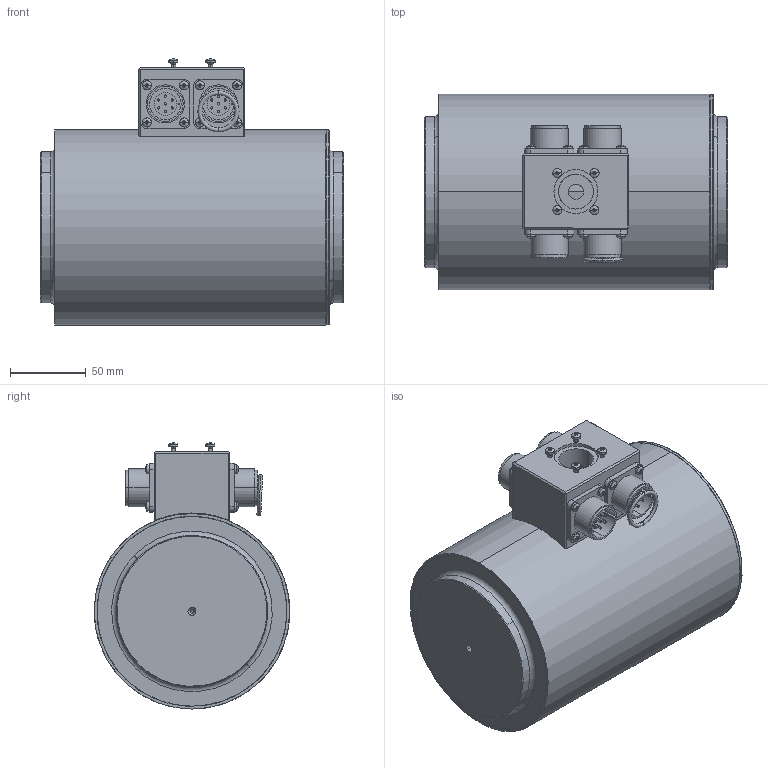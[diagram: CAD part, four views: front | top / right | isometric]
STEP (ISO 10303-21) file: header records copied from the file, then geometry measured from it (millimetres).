
FILE_DESCRIPTION(('STEP AP214'),'1');
FILE_NAME('CLFlex 3MN.stp','2018-11-29T10:54:10',(' '),(' '),'Spatial InterOp 3D',' ',' ');
FILE_SCHEMA(('automotive_design'));
Length unit declared in the file: millimetre
Products named in the file (30): CLFlex 3MN; O-RING 3087; Connettore multicomponente; Connettore multicomponente Geometry; Serie; MIL-C-5015 7P male; Serie2; Enclosure; Body; Vite CBLZ M3- 0.5-4 - 8,8, Product Grade A, type 1 - UNI 7687; Vite CBLZ M3- 0.5-4 - 8,8, Product Grade A, type 1 - UNI 7687 Copy; Vite CBLZ M3- 0.5-4 - 8,8, Product Grade A, type 1 - UNI 7687 Copy 2; Vite CBLZ M3- 0.5-4 - 8,8, Product Grade A, type 1 - UNI 7687 Copy 3; Vite CBLZ M3- 0.5-4 - 8,8, Product Grade A, type 1 - UNI 7687 Copy 5; Vite CBLZ M3- 0.5-4 - 8,8, Product Grade A, type 1 - UNI 7687 Copy 6; Vite CBLZ M3- 0.5-4 - 8,8, Product Grade A, type 1 - UNI 76872; Vite CBLZ M3- 0.5-4 - 8,8, Product Grade A, type 1 - UNI 7687 Copy14; Vite CBLZ M3- 0.5-4 - 8,8, Product Grade A, type 1 - UNI 7687 Copy 22; Vite CBLZ M3- 0.5-4 - 8,8, Product Grade A, type 1 - UNI 7687 Copy 32; Vite CBLZ M3- 0.5-4 - 8,8, Product Grade A, type 1 - UNI 7687 Copy 42; Vite CBLZ M3- 0.5-4 - 8,8, Product Grade A, type 1 - UNI 7687 Copy 52; Vite CBLZ M3- 0.5-4 - 8,8, Product Grade A, type 1 - UNI 7687 Copy 62; Vite CBLZ M3- 0.5-4 - 8,8, Product Grade A, type 1 - UNI 7687 Copy 7; Vite CBLZ M3- 0.5-4 - 8,8, Product Grade A, type 1 - UNI 7687 Copy 8; Vite CBLZ M3- 0.5-4 - 8,8, Product Grade A, type 1 - UNI 7687 Copy 9; Vite CBLZ M3- 0.5-4 - 8,8, Product Grade A, type 1 - UNI 7687 Copy 10; Vite CBLZ M3- 0.5-4 - 8,8, Product Grade A, type 1 - UNI 7687 Copy 11; Vite CBLZ M3- 0.5-4 - 8,8, Product Grade A, type 1 - UNI 7687 Copy 12; Vite CBLZ M3- 0.5-4 - 8,8, Product Grade A, type 1 - UNI 7687 Copy 132
Assembly tree (32 placements, depth 4):
  CLFlex 3MN
    O-RING 3087
    Connettore multicomponente
      Connettore multicomponente Geometry
      Serie
        MIL-C-5015 7P male  x2
      Serie2
        MIL-C-5015 7P male  x2
      #0
    Enclosure
    Body
    Vite CBLZ M3- 0.5-4 - 8,8, Product Grade A, type 1 - UNI 7687
    Vite CBLZ M3- 0.5-4 - 8,8, Product Grade A, type 1 - UNI 7687 Copy
    Vite CBLZ M3- 0.5-4 - 8,8, Product Grade A, type 1 - UNI 7687 Copy 2
    Vite CBLZ M3- 0.5-4 - 8,8, Product Grade A, type 1 - UNI 7687 Copy 3
    Vite CBLZ M3- 0.5-4 - 8,8, Product Grade A, type 1 - UNI 7687 Copy 5
    Vite CBLZ M3- 0.5-4 - 8,8, Product Grade A, type 1 - UNI 7687 Copy 6
    Vite CBLZ M3- 0.5-4 - 8,8, Product Grade A, type 1 - UNI 76872
    Vite CBLZ M3- 0.5-4 - 8,8, Product Grade A, type 1 - UNI 7687 Copy14
    Vite CBLZ M3- 0.5-4 - 8,8, Product Grade A, type 1 - UNI 7687 Copy 22
    Vite CBLZ M3- 0.5-4 - 8,8, Product Grade A, type 1 - UNI 7687 Copy 32
    Vite CBLZ M3- 0.5-4 - 8,8, Product Grade A, type 1 - UNI 7687 Copy 42
    Vite CBLZ M3- 0.5-4 - 8,8, Product Grade A, type 1 - UNI 7687 Copy 52
    Vite CBLZ M3- 0.5-4 - 8,8, Product Grade A, type 1 - UNI 7687 Copy 62
    Vite CBLZ M3- 0.5-4 - 8,8, Product Grade A, type 1 - UNI 7687 Copy 7
    Vite CBLZ M3- 0.5-4 - 8,8, Product Grade A, type 1 - UNI 7687 Copy 8
    Vite CBLZ M3- 0.5-4 - 8,8, Product Grade A, type 1 - UNI 7687 Copy 9
    Vite CBLZ M3- 0.5-4 - 8,8, Product Grade A, type 1 - UNI 7687 Copy 10
    Vite CBLZ M3- 0.5-4 - 8,8, Product Grade A, type 1 - UNI 7687 Copy 11
    Vite CBLZ M3- 0.5-4 - 8,8, Product Grade A, type 1 - UNI 7687 Copy 12
    Vite CBLZ M3- 0.5-4 - 8,8, Product Grade A, type 1 - UNI 7687 Copy 132
Bounding box: 200.02 x 129.04 x 175.57 mm (x, y, z)
Volume: 2656499.2 mm3; surface area: 303022.9 mm2
Topology: 28 solids, 88 shells, 1932 faces, 5202 edges, 3430 vertices
Faces by surface type: plane 878, cylinder 510, cone 374, torus 130, sphere 40
Entity records: 63621 total; most frequent: CARTESIAN_POINT 10196, DIRECTION 9064, ORIENTED_EDGE 8320, EDGE_CURVE 4284, AXIS2_PLACEMENT_3D 3835, VERTEX_POINT 2902, CIRCLE 2187, EDGE_LOOP 1670
